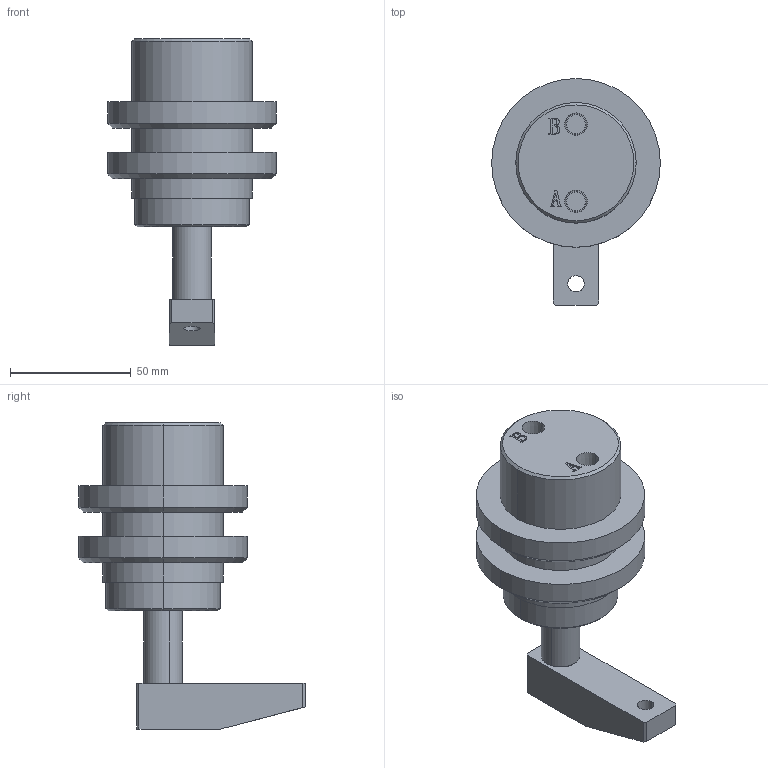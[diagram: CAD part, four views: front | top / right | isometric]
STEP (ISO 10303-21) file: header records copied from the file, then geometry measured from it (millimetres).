
FILE_DESCRIPTION (( 'STEP AP203' ), '1' );
FILE_NAME ('HCAS-TB32S.STEP', '2019-10-14T09:21:16', ( '微软用户' ), ( '微软中国' ), 'SwSTEP 2.0', 'SolidWorks 2012', '' );
FILE_SCHEMA (( 'CONFIG_CONTROL_DESIGN' ));
Length unit declared in the file: millimetre
Products named in the file (6): HCAS-TB32S; HCAS-TB32蹟譫; hex lobular socket head cap screws-4.8 gb_GB_HEXAGON_TYPE21 M8X16-16-N; HCAS-TB32掛极; HCAS-32S活塞杆; HCAS-TB32等旋
Assembly tree (6 placements, depth 2):
  HCAS-TB32S
    HCAS-TB32掛极
    HCAS-32S活塞杆
    HCAS-TB32等旋
    HCAS-TB32蹟譫  x2
    hex lobular socket head cap screws-4.8 gb_GB_HEXAGON_TYPE21 M8X16-16-N
Bounding box: 70 x 94 x 127 mm (x, y, z)
Volume: 194725.3 mm3; surface area: 51360.1 mm2
Topology: 6 solids, 6 shells, 153 faces, 351 edges, 224 vertices
Faces by surface type: plane 69, cylinder 34, cone 20, bspline 20, torus 10
Entity records: 5573 total; most frequent: CARTESIAN_POINT 1671, ORIENTED_EDGE 662, DIRECTION 661, EDGE_CURVE 331, AXIS2_PLACEMENT_3D 236, VERTEX_POINT 214, LINE 189, VECTOR 189
